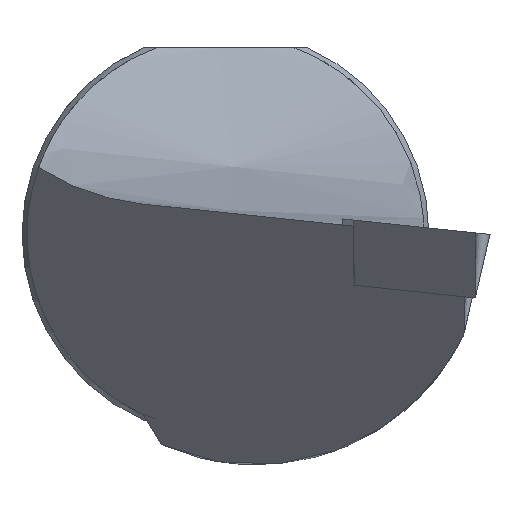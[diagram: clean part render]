
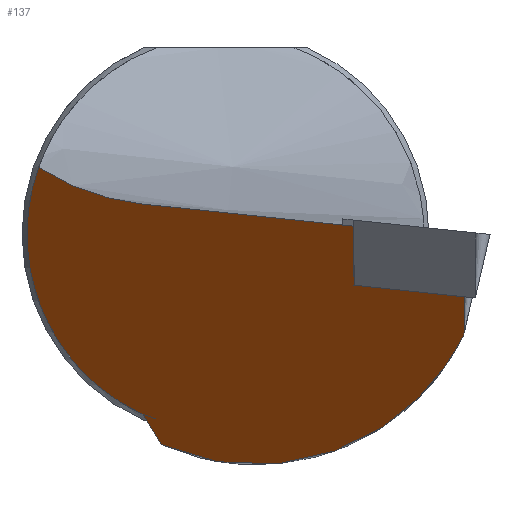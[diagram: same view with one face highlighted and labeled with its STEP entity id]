
A CAD part, left-side view. The second image highlights one B-rep face of the part: STEP entity #137.
In plain terms, the highlighted planar face has unit normal (-0.612, 0.79, -0.04).
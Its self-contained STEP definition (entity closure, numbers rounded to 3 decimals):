
#137=ADVANCED_FACE('',(#181),#165,.T.);
#165=PLANE('',#580);
#181=FACE_OUTER_BOUND('',#208,.T.);
#208=EDGE_LOOP('',(#264,#265,#266,#267,#268,#269,#270,#271,#272));
#238=B_SPLINE_CURVE_WITH_KNOTS('',3,(#776,#777,#778,#779),.UNSPECIFIED.,
 .F.,.F.,(4,4),(0.,1.),.UNSPECIFIED.);
#239=B_SPLINE_CURVE_WITH_KNOTS('',3,(#783,#784,#785,#786),.UNSPECIFIED.,
 .F.,.F.,(4,4),(0.,1.),.UNSPECIFIED.);
#253=ELLIPSE('',#578,15.94,9.75);
#254=ELLIPSE('',#579,18.556,11.35);
#264=ORIENTED_EDGE('',*,*,#445,.F.);
#265=ORIENTED_EDGE('',*,*,#446,.T.);
#266=ORIENTED_EDGE('',*,*,#447,.F.);
#267=ORIENTED_EDGE('',*,*,#448,.T.);
#268=ORIENTED_EDGE('',*,*,#449,.T.);
#269=ORIENTED_EDGE('',*,*,#450,.T.);
#270=ORIENTED_EDGE('',*,*,#440,.F.);
#271=ORIENTED_EDGE('',*,*,#451,.F.);
#272=ORIENTED_EDGE('',*,*,#452,.F.);
#395=VERTEX_POINT('',#752);
#396=VERTEX_POINT('',#754);
#400=VERTEX_POINT('',#772);
#401=VERTEX_POINT('',#773);
#402=VERTEX_POINT('',#775);
#403=VERTEX_POINT('',#780);
#404=VERTEX_POINT('',#782);
#405=VERTEX_POINT('',#787);
#406=VERTEX_POINT('',#790);
#440=EDGE_CURVE('',#395,#396,#508,.T.);
#445=EDGE_CURVE('',#400,#401,#510,.T.);
#446=EDGE_CURVE('',#400,#402,#511,.T.);
#447=EDGE_CURVE('',#403,#402,#238,.T.);
#448=EDGE_CURVE('',#403,#404,#253,.T.);
#449=EDGE_CURVE('',#404,#405,#239,.T.);
#450=EDGE_CURVE('',#405,#396,#254,.T.);
#451=EDGE_CURVE('',#406,#395,#512,.T.);
#452=EDGE_CURVE('',#401,#406,#513,.T.);
#508=LINE('',#753,#543);
#510=LINE('',#771,#545);
#511=LINE('',#774,#546);
#512=LINE('',#789,#547);
#513=LINE('',#791,#548);
#543=VECTOR('',#625,1.);
#545=VECTOR('',#631,1.);
#546=VECTOR('',#632,1.);
#547=VECTOR('',#637,1.);
#548=VECTOR('',#638,1.);
#578=AXIS2_PLACEMENT_3D('',#781,#633,#634);
#579=AXIS2_PLACEMENT_3D('',#788,#635,#636);
#580=AXIS2_PLACEMENT_3D('',#792,#639,#640);
#625=DIRECTION('',(0.354,0.229,-0.907));
#631=DIRECTION('',(0.045,-0.015,-0.999));
#632=DIRECTION('',(0.788,0.613,0.064));
#633=DIRECTION('',(-0.612,0.79,-0.039));
#634=DIRECTION('',(-0.791,-0.611,0.031));
#635=DIRECTION('',(-0.612,0.79,-0.039));
#636=DIRECTION('',(0.791,0.611,-0.031));
#637=DIRECTION('',(0.075,0.008,-0.997));
#638=DIRECTION('',(-0.788,-0.613,-0.064));
#639=DIRECTION('',(-0.612,0.79,-0.039));
#640=DIRECTION('',(-0.791,-0.612,0.));
#752=CARTESIAN_POINT('',(1.33,-11.747,-4.804));
#753=CARTESIAN_POINT('',(1.641,-11.546,-5.602));
#754=CARTESIAN_POINT('',(1.393,-11.706,-4.966));
#771=CARTESIAN_POINT('',(8.032,-6.272,0.921));
#772=CARTESIAN_POINT('',(8.056,-6.28,0.382));
#773=CARTESIAN_POINT('',(8.186,-6.324,-2.519));
#774=CARTESIAN_POINT('',(4.521,-9.031,0.093));
#775=CARTESIAN_POINT('',(21.336,4.054,1.468));
#776=CARTESIAN_POINT('',(27.843,9.183,3.277));
#777=CARTESIAN_POINT('',(25.788,7.538,2.204));
#778=CARTESIAN_POINT('',(23.579,5.8,1.652));
#779=CARTESIAN_POINT('',(21.336,4.055,1.468));
#780=CARTESIAN_POINT('',(27.843,9.183,3.277));
#781=CARTESIAN_POINT('',(16.193,0.,0.));
#782=CARTESIAN_POINT('',(22.,4.052,-8.868));
#783=CARTESIAN_POINT('',(22.,4.052,-8.868));
#784=CARTESIAN_POINT('',(21.655,3.76,-9.381));
#785=CARTESIAN_POINT('',(21.297,3.457,-9.875));
#786=CARTESIAN_POINT('',(20.927,3.147,-10.355));
#787=CARTESIAN_POINT('',(20.927,3.147,-10.355));
#788=CARTESIAN_POINT('',(14.256,-1.5,0.));
#789=CARTESIAN_POINT('',(0.96,-11.788,0.105));
#790=CARTESIAN_POINT('',(1.201,-11.761,-3.09));
#791=CARTESIAN_POINT('',(13.153,-2.459,-2.112));
#792=CARTESIAN_POINT('',(12.913,-2.486,1.082));
